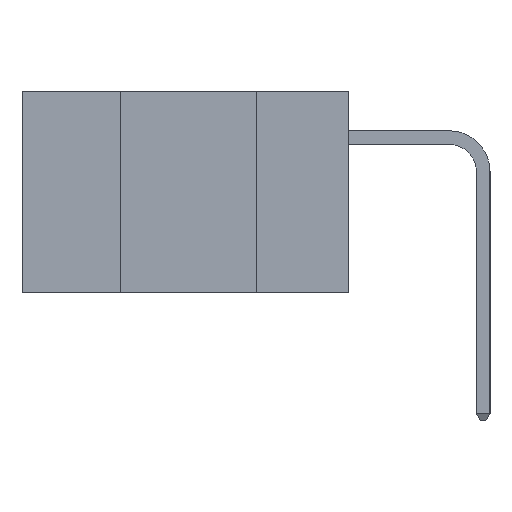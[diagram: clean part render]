
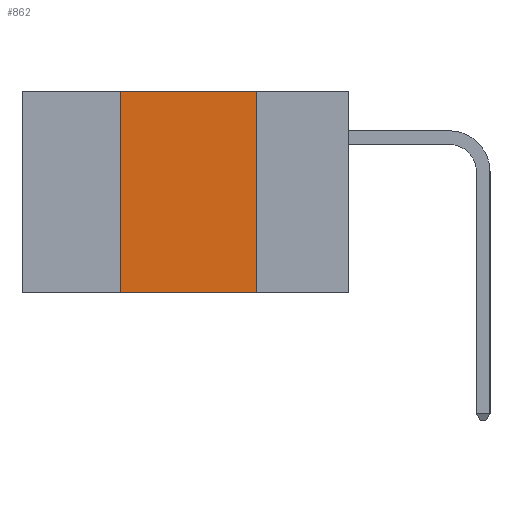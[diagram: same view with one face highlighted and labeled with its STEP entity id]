
A CAD part, left-side view. The second image highlights one B-rep face of the part: STEP entity #862.
In plain terms, the highlighted planar face has unit normal (-1, 0, 0).
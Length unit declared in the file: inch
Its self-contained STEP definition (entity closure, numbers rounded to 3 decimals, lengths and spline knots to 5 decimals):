
#114 = CARTESIAN_POINT ( 'NONE',  ( 0., 0.6, 0. ) ) ;
#337 = DIRECTION ( 'NONE',  ( 0., 0., -1. ) ) ;
#750 = LINE ( 'NONE', #5370, #8884 ) ;
#862 = ADVANCED_FACE ( 'NONE', ( #8440 ), #10217, .F. ) ;
#1020 = DIRECTION ( 'NONE',  ( 1., 0., 0. ) ) ;
#1136 = DIRECTION ( 'NONE',  ( 0., -1., 0. ) ) ;
#1156 = AXIS2_PLACEMENT_3D ( 'NONE', #6639, #1020, #6669 ) ;
#1333 = CARTESIAN_POINT ( 'NONE',  ( 0., 0.17, 0. ) ) ;
#2028 = ORIENTED_EDGE ( 'NONE', *, *, #3710, .T. ) ;
#2210 = CARTESIAN_POINT ( 'NONE',  ( 0., 0.42, -0.37 ) ) ;
#2287 = DIRECTION ( 'NONE',  ( 0., 0., 1. ) ) ;
#3229 = ORIENTED_EDGE ( 'NONE', *, *, #8749, .F. ) ;
#3293 = VERTEX_POINT ( 'NONE', #6468 ) ;
#3710 = EDGE_CURVE ( 'NONE', #6047, #6438, #10036, .T. ) ;
#4036 = VECTOR ( 'NONE', #9562, 39.37008 ) ;
#5370 = CARTESIAN_POINT ( 'NONE',  ( 0., 0.42, 0. ) ) ;
#5744 = ORIENTED_EDGE ( 'NONE', *, *, #8948, .F. ) ;
#5940 = CARTESIAN_POINT ( 'NONE',  ( 0., 0.17, -0.37 ) ) ;
#6034 = LINE ( 'NONE', #1333, #9662 ) ;
#6047 = VERTEX_POINT ( 'NONE', #2210 ) ;
#6438 = VERTEX_POINT ( 'NONE', #5940 ) ;
#6468 = CARTESIAN_POINT ( 'NONE',  ( 0., 0.42, 0. ) ) ;
#6639 = CARTESIAN_POINT ( 'NONE',  ( 0., 0.6, 0. ) ) ;
#6669 = DIRECTION ( 'NONE',  ( 0., 0., -1. ) ) ;
#6836 = CARTESIAN_POINT ( 'NONE',  ( 0., 0.17, 0. ) ) ;
#7064 = VERTEX_POINT ( 'NONE', #6836 ) ;
#7843 = EDGE_LOOP ( 'NONE', ( #5744, #3229, #9758, #2028 ) ) ;
#8440 = FACE_OUTER_BOUND ( 'NONE', #7843, .T. ) ;
#8749 = EDGE_CURVE ( 'NONE', #3293, #7064, #9784, .T. ) ;
#8884 = VECTOR ( 'NONE', #2287, 39.37008 ) ;
#8948 = EDGE_CURVE ( 'NONE', #7064, #6438, #6034, .T. ) ;
#9121 = VECTOR ( 'NONE', #1136, 39.37008 ) ;
#9538 = CARTESIAN_POINT ( 'NONE',  ( 0., 0.6, -0.37 ) ) ;
#9562 = DIRECTION ( 'NONE',  ( 0., -1., 0. ) ) ;
#9662 = VECTOR ( 'NONE', #337, 39.37008 ) ;
#9758 = ORIENTED_EDGE ( 'NONE', *, *, #9933, .F. ) ;
#9784 = LINE ( 'NONE', #114, #9121 ) ;
#9933 = EDGE_CURVE ( 'NONE', #6047, #3293, #750, .T. ) ;
#10036 = LINE ( 'NONE', #9538, #4036 ) ;
#10217 = PLANE ( 'NONE',  #1156 ) ;
